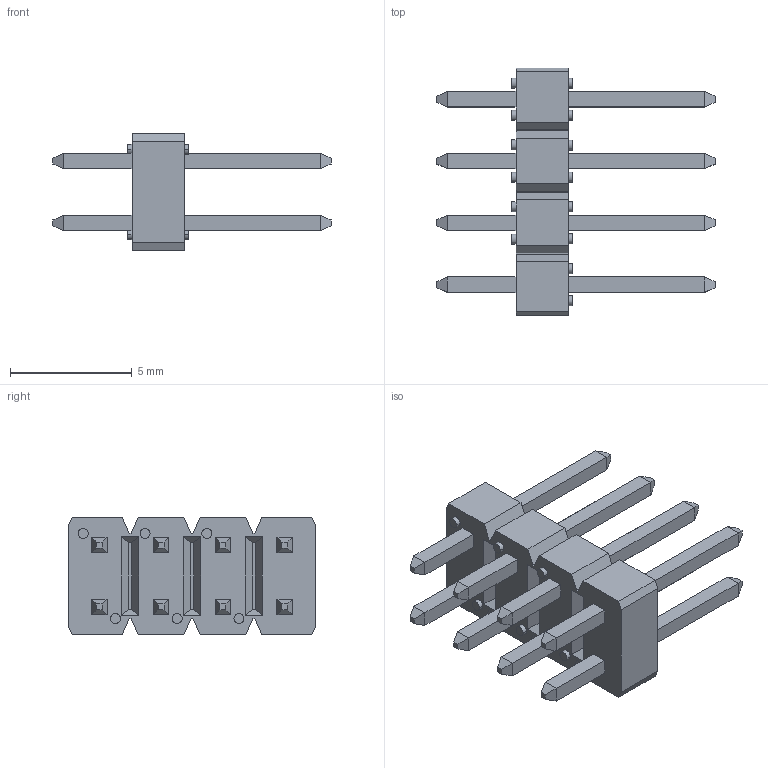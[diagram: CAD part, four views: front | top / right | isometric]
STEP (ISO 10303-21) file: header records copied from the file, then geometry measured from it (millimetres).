
FILE_DESCRIPTION((''),'2;1');
FILE_NAME('MSBR-1','2014-07-09T',('guohe'),('FCI'),'PRO/ENGINEER BY PARAMETRIC TECHNOLOGY CORPORATION, 2013150','PRO/ENGINEER BY PARAMETRIC TECHNOLOGY CORPORATION, 2013150','');
FILE_SCHEMA(('AUTOMOTIVE_DESIGN { 1 0 10303 214 1 1 1 1 }'));
Length unit declared in the file: millimetre
Products named in the file (1): MSBR-1
Bounding box: 11.43 x 10.16 x 4.83 mm (x, y, z)
Volume: 127.6 mm3; surface area: 363.5 mm2
Topology: 1 solids, 1 shells, 250 faces, 572 edges, 360 vertices
Faces by surface type: plane 222, cylinder 28
Entity records: 7087 total; most frequent: CARTESIAN_POINT 1184, ORIENTED_EDGE 1144, DIRECTION 1128, EDGE_CURVE 572, VECTOR 516, LINE 516, VERTEX_POINT 360, AXIS2_PLACEMENT_3D 306
